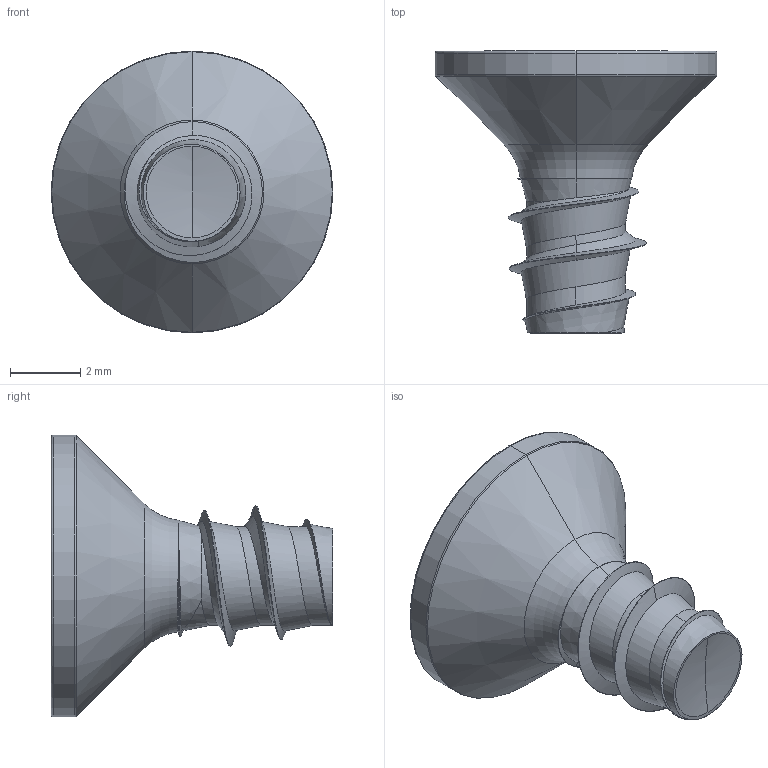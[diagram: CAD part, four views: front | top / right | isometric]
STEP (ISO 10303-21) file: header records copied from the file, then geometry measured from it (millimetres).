
FILE_DESCRIPTION (( 'STEP AP203' ), '1' );
FILE_NAME ('STP410400080.STEP', '2017-08-16T13:52:16', ( '' ), ( '' ), 'SwSTEP 2.0', 'SolidWorks 2015', '' );
FILE_SCHEMA (( 'CONFIG_CONTROL_DESIGN' ));
Length unit declared in the file: millimetre
Products named in the file (1): STP410400080
Bounding box: 8 x 8 x 8 mm (x, y, z)
Volume: 116.8 mm3; surface area: 214.3 mm2
Topology: 1 solids, 1 shells, 85 faces, 206 edges, 123 vertices
Faces by surface type: bspline 35, cylinder 28, cone 11, torus 6, plane 3, sphere 2
Entity records: 10064 total; most frequent: CARTESIAN_POINT 8317, ORIENTED_EDGE 408, DIRECTION 262, EDGE_CURVE 204, VERTEX_POINT 123, AXIS2_PLACEMENT_3D 110, B_SPLINE_CURVE_WITH_KNOTS 97, EDGE_LOOP 87
